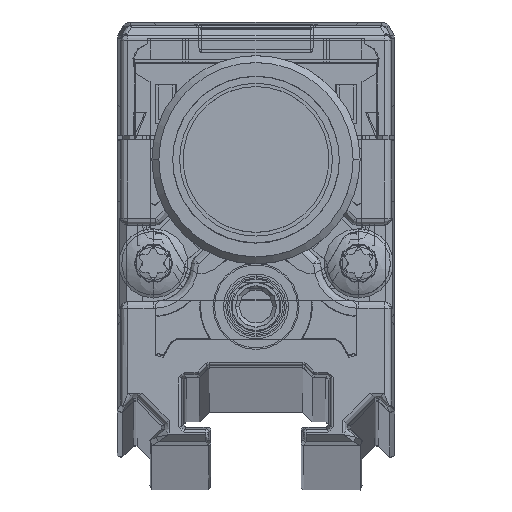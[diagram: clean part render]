
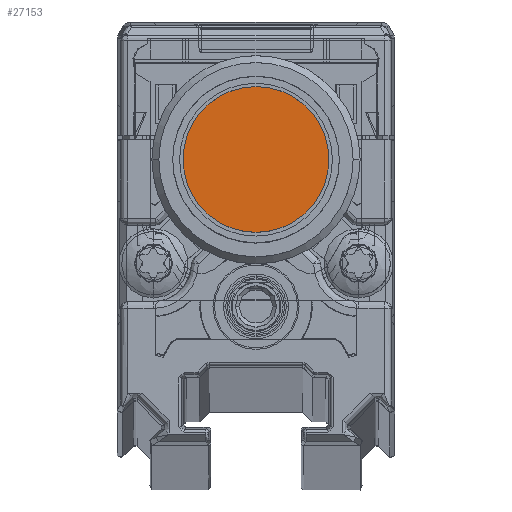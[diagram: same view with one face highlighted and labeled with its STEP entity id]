
A CAD part, top view. The second image highlights one B-rep face of the part: STEP entity #27153.
In plain terms, the highlighted face is planar.
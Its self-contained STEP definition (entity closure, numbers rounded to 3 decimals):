
#26353=CARTESIAN_POINT('',(0.,0.,0.));
#26354=DIRECTION('',(0.,-1.,0.));
#26355=DIRECTION('',(1.,0.,0.));
#26356=AXIS2_PLACEMENT_3D('',#26353,#26354,#26355);
#26358=CARTESIAN_POINT('',(0.,0.,0.));
#26359=DIRECTION('',(0.,-1.,0.));
#26360=DIRECTION('',(-1.,0.,0.));
#26361=AXIS2_PLACEMENT_3D('',#26358,#26359,#26360);
#26459=CARTESIAN_POINT('',(-5.25,0.,0.));
#26460=VERTEX_POINT('',#26459);
#26461=CARTESIAN_POINT('',(5.25,0.,0.));
#26462=VERTEX_POINT('',#26461);
#27144=CARTESIAN_POINT('',(0.,0.,0.));
#27145=DIRECTION('',(0.,-1.,0.));
#27146=DIRECTION('',(1.,0.,0.));
#27147=AXIS2_PLACEMENT_3D('',#27144,#27145,#27146);
#27148=PLANE('',#27147);
#27149=ORIENTED_EDGE('',*,*,#27130,.T.);
#27150=ORIENTED_EDGE('',*,*,#27112,.T.);
#27151=EDGE_LOOP('',(#27149,#27150));
#27152=FACE_OUTER_BOUND('',#27151,.F.);
#27153=ADVANCED_FACE('',(#27152),#27148,.F.);
#26357=CIRCLE('',#26356,5.25);
#26362=CIRCLE('',#26361,5.25);
#27112=EDGE_CURVE('',#26460,#26462,#26362,.T.);
#27130=EDGE_CURVE('',#26462,#26460,#26357,.T.);
